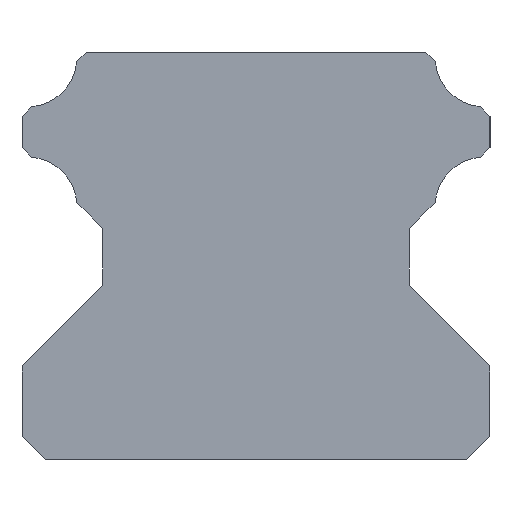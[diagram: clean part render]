
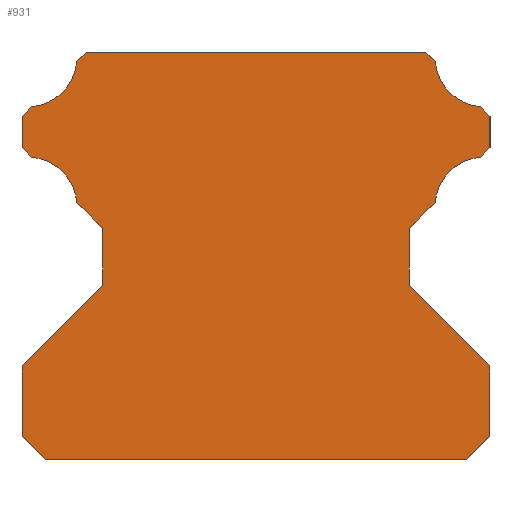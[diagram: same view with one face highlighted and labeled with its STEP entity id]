
A CAD part, left-side view. The second image highlights one B-rep face of the part: STEP entity #931.
In plain terms, the highlighted planar face has unit normal (-1, 0, 0).
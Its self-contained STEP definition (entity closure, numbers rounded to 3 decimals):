
#54=CARTESIAN_POINT('POINT7',(-20.,-7.66,
   17.001));
#55=VERTEX_POINT('VERTEX7',#54);
#62=CARTESIAN_POINT('POINT8',(-20.,-9.581,
   15.079));
#63=VERTEX_POINT('VERTEX8',#62);
#64=CARTESIAN_POINT('POS8',(-20.,-9.78,
   17.2));
#65=DIRECTION('DIR12',(1.,0.,0.));
#66=DIRECTION('DIR13',(0.,0.094,
   -0.996));
#67=AXIS2_PLACEMENT_3D('AXIS5',#64,#65,#66);
#68=CIRCLE('ELLIPSE4',#67,2.13);
#69=EDGE_CURVE('EDGE7',#63,#55,#68,.T.);
#94=CARTESIAN_POINT('POINT10',(-20.,-10.,
   14.66));
#95=VERTEX_POINT('VERTEX10',#94);
#96=CARTESIAN_POINT('POS12',(-20.,-10.,
   14.66));
#97=DIRECTION('DIR18',(0.,0.707,
   0.707));
#98=VECTOR('VEC6',#97,1.);
#99=LINE('STRAIGHT6',#96,#98);
#100=EDGE_CURVE('EDGE10',#95,#63,#99,.T.);
#125=CARTESIAN_POINT('POINT12',(-20.,-10.,
   13.33));
#126=VERTEX_POINT('VERTEX12',#125);
#127=CARTESIAN_POINT('POS16',(-20.,-10.,
   13.33));
#128=DIRECTION('DIR23',(0.,0.,1.));
#129=VECTOR('VEC9',#128,1.);
#130=LINE('STRAIGHT9',#127,#129);
#131=EDGE_CURVE('EDGE13',#126,#95,#130,.T.);
#156=CARTESIAN_POINT('POINT14',(-20.,-9.592,
   12.922));
#157=VERTEX_POINT('VERTEX14',#156);
#158=CARTESIAN_POINT('POS20',(-20.,-9.592,
   12.922));
#159=DIRECTION('DIR28',(0.,-0.707,
   0.707));
#160=VECTOR('VEC12',#159,1.);
#161=LINE('STRAIGHT12',#158,#160);
#162=EDGE_CURVE('EDGE16',#157,#126,#161,.T.);
#188=CARTESIAN_POINT('POINT16',(-20.,-7.659,
   10.988));
#189=VERTEX_POINT('VERTEX16',#188);
#190=CARTESIAN_POINT('POS24',(-20.,-9.78,
   10.8));
#191=DIRECTION('DIR34',(1.,0.,0.));
#192=DIRECTION('DIR35',(0.,0.996,
   0.088));
#193=AXIS2_PLACEMENT_3D('AXIS11',#190,#191,#192);
#194=CIRCLE('ELLIPSE6',#193,2.13);
#195=EDGE_CURVE('EDGE19',#189,#157,#194,.T.);
#220=CARTESIAN_POINT('POINT18',(-20.,-6.55,
   9.88));
#221=VERTEX_POINT('VERTEX18',#220);
#222=CARTESIAN_POINT('POS28',(-20.,-6.55,
   9.88));
#223=DIRECTION('DIR40',(0.,-0.707,
   0.707));
#224=VECTOR('VEC16',#223,1.);
#225=LINE('STRAIGHT16',#222,#224);
#226=EDGE_CURVE('EDGE22',#221,#189,#225,.T.);
#251=CARTESIAN_POINT('POINT20',(-20.,-6.55,
   7.45));
#252=VERTEX_POINT('VERTEX20',#251);
#253=CARTESIAN_POINT('POS32',(-20.,-6.55,
   7.45));
#254=DIRECTION('DIR45',(0.,0.,1.));
#255=VECTOR('VEC19',#254,1.);
#256=LINE('STRAIGHT19',#253,#255);
#257=EDGE_CURVE('EDGE25',#252,#221,#256,.T.);
#282=CARTESIAN_POINT('POINT22',(-20.,-10.,
   4.));
#283=VERTEX_POINT('VERTEX22',#282);
#284=CARTESIAN_POINT('POS36',(-20.,-10.,
   4.));
#285=DIRECTION('DIR50',(0.,0.707,
   0.707));
#286=VECTOR('VEC22',#285,1.);
#287=LINE('STRAIGHT22',#284,#286);
#288=EDGE_CURVE('EDGE28',#283,#252,#287,.T.);
#313=CARTESIAN_POINT('POINT24',(-20.,-10.,
   1.));
#314=VERTEX_POINT('VERTEX24',#313);
#315=CARTESIAN_POINT('POS40',(-20.,-10.,1.)
   );
#316=DIRECTION('DIR55',(0.,0.,1.));
#317=VECTOR('VEC25',#316,1.);
#318=LINE('STRAIGHT25',#315,#317);
#319=EDGE_CURVE('EDGE31',#314,#283,#318,.T.);
#344=CARTESIAN_POINT('POINT26',(-20.,-9.,
   0.));
#345=VERTEX_POINT('VERTEX26',#344);
#346=CARTESIAN_POINT('POS44',(-20.,-9.,
   0.));
#347=DIRECTION('DIR60',(0.,-0.707,
   0.707));
#348=VECTOR('VEC28',#347,1.);
#349=LINE('STRAIGHT28',#346,#348);
#350=EDGE_CURVE('EDGE34',#345,#314,#349,.T.);
#377=CARTESIAN_POINT('POINT29',(-20.,9.581,
   15.079));
#378=VERTEX_POINT('VERTEX29',#377);
#385=CARTESIAN_POINT('POINT30',(-20.,7.659,
   17.001));
#386=VERTEX_POINT('VERTEX30',#385);
#387=CARTESIAN_POINT('POS49',(-20.,9.78,
   17.2));
#388=DIRECTION('DIR67',(1.,0.,0.));
#389=DIRECTION('DIR68',(0.,-0.996,
   -0.094));
#390=AXIS2_PLACEMENT_3D('AXIS19',#387,#388,#389);
#391=CIRCLE('ELLIPSE8',#390,2.13);
#392=EDGE_CURVE('EDGE38',#386,#378,#391,.T.);
#416=CARTESIAN_POINT('POINT32',(-20.,10.,
   14.66));
#417=VERTEX_POINT('VERTEX32',#416);
#424=CARTESIAN_POINT('POS54',(-20.,9.581,
   15.079));
#425=DIRECTION('DIR74',(0.,0.707,
   -0.707));
#426=VECTOR('VEC34',#425,1.);
#427=LINE('STRAIGHT34',#424,#426);
#428=EDGE_CURVE('EDGE42',#378,#417,#427,.T.);
#447=CARTESIAN_POINT('POINT34',(-20.,10.,
   13.329));
#448=VERTEX_POINT('VERTEX34',#447);
#455=CARTESIAN_POINT('POS58',(-20.,10.,
   14.66));
#456=DIRECTION('DIR79',(0.,0.,-1.));
#457=VECTOR('VEC37',#456,1.);
#458=LINE('STRAIGHT37',#455,#457);
#459=EDGE_CURVE('EDGE45',#417,#448,#458,.T.);
#478=CARTESIAN_POINT('POINT36',(-20.,9.592,
   12.922));
#479=VERTEX_POINT('VERTEX36',#478);
#486=CARTESIAN_POINT('POS62',(-20.,10.,
   13.329));
#487=DIRECTION('DIR84',(0.,-0.707,
   -0.707));
#488=VECTOR('VEC40',#487,1.);
#489=LINE('STRAIGHT40',#486,#488);
#490=EDGE_CURVE('EDGE48',#448,#479,#489,.T.);
#510=CARTESIAN_POINT('POINT38',(-20.,7.658,
   10.988));
#511=VERTEX_POINT('VERTEX38',#510);
#518=CARTESIAN_POINT('POS66',(-20.,9.78,
   10.8));
#519=DIRECTION('DIR90',(1.,0.,0.));
#520=DIRECTION('DIR91',(0.,-0.088,
   0.996));
#521=AXIS2_PLACEMENT_3D('AXIS25',#518,#519,#520);
#522=CIRCLE('ELLIPSE10',#521,2.13);
#523=EDGE_CURVE('EDGE51',#479,#511,#522,.T.);
#542=CARTESIAN_POINT('POINT40',(-20.,6.55,
   9.879));
#543=VERTEX_POINT('VERTEX40',#542);
#550=CARTESIAN_POINT('POS70',(-20.,7.658,
   10.988));
#551=DIRECTION('DIR96',(0.,-0.707,
   -0.707));
#552=VECTOR('VEC44',#551,1.);
#553=LINE('STRAIGHT44',#550,#552);
#554=EDGE_CURVE('EDGE54',#511,#543,#553,.T.);
#573=CARTESIAN_POINT('POINT42',(-20.,6.55,
   7.45));
#574=VERTEX_POINT('VERTEX42',#573);
#581=CARTESIAN_POINT('POS74',(-20.,6.55,
   9.879));
#582=DIRECTION('DIR101',(0.,0.,-1.));
#583=VECTOR('VEC47',#582,1.);
#584=LINE('STRAIGHT47',#581,#583);
#585=EDGE_CURVE('EDGE57',#543,#574,#584,.T.);
#604=CARTESIAN_POINT('POINT44',(-20.,10.,
   4.));
#605=VERTEX_POINT('VERTEX44',#604);
#612=CARTESIAN_POINT('POS78',(-20.,6.55,
   7.45));
#613=DIRECTION('DIR106',(0.,0.707,
   -0.707));
#614=VECTOR('VEC50',#613,1.);
#615=LINE('STRAIGHT50',#612,#614);
#616=EDGE_CURVE('EDGE60',#574,#605,#615,.T.);
#635=CARTESIAN_POINT('POINT46',(-20.,10.,
   1.));
#636=VERTEX_POINT('VERTEX46',#635);
#643=CARTESIAN_POINT('POS82',(-20.,10.,
   4.));
#644=DIRECTION('DIR111',(0.,0.,-1.));
#645=VECTOR('VEC53',#644,1.);
#646=LINE('STRAIGHT53',#643,#645);
#647=EDGE_CURVE('EDGE63',#605,#636,#646,.T.);
#666=CARTESIAN_POINT('POINT48',(-20.,9.,
   0.));
#667=VERTEX_POINT('VERTEX48',#666);
#674=CARTESIAN_POINT('POS86',(-20.,10.,
   1.));
#675=DIRECTION('DIR116',(0.,-0.707,
   -0.707));
#676=VECTOR('VEC56',#675,1.);
#677=LINE('STRAIGHT56',#674,#676);
#678=EDGE_CURVE('EDGE66',#636,#667,#677,.T.);
#701=CARTESIAN_POINT('POS89',(-20.,9.,
   0.));
#702=DIRECTION('DIR120',(0.,-1.,0.));
#703=VECTOR('VEC58',#702,1.);
#704=LINE('STRAIGHT58',#701,#703);
#705=EDGE_CURVE('EDGE69',#667,#345,#704,.T.);
#865=CARTESIAN_POINT('POINT60',(-20.,-7.26,
   17.4));
#866=VERTEX_POINT('VERTEX60',#865);
#873=CARTESIAN_POINT('POS105',(-20.,-7.66,
   17.001));
#874=DIRECTION('DIR143',(0.,0.707,
   0.707));
#875=VECTOR('VEC67',#874,1.);
#876=LINE('STRAIGHT67',#873,#875);
#877=EDGE_CURVE('EDGE87',#55,#866,#876,.T.);
#888=ORIENTED_EDGE('COEDGE132',*,*,#705,.T.);
#889=ORIENTED_EDGE('COEDGE133',*,*,#350,.T.);
#890=ORIENTED_EDGE('COEDGE134',*,*,#319,.T.);
#891=ORIENTED_EDGE('COEDGE135',*,*,#288,.T.);
#892=ORIENTED_EDGE('COEDGE136',*,*,#257,.T.);
#893=ORIENTED_EDGE('COEDGE137',*,*,#226,.T.);
#894=ORIENTED_EDGE('COEDGE138',*,*,#195,.T.);
#895=ORIENTED_EDGE('COEDGE139',*,*,#162,.T.);
#896=ORIENTED_EDGE('COEDGE140',*,*,#131,.T.);
#897=ORIENTED_EDGE('COEDGE141',*,*,#100,.T.);
#898=ORIENTED_EDGE('COEDGE142',*,*,#69,.T.);
#899=ORIENTED_EDGE('COEDGE143',*,*,#877,.T.);
#900=CARTESIAN_POINT('POINT61',(-20.,7.26,
   17.4));
#901=VERTEX_POINT('VERTEX61',#900);
#902=CARTESIAN_POINT('POS107',(-20.,-7.26,
   17.4));
#903=DIRECTION('DIR146',(0.,1.,0.));
#904=VECTOR('VEC68',#903,1.);
#905=LINE('STRAIGHT68',#902,#904);
#906=EDGE_CURVE('EDGE88',#866,#901,#905,.T.);
#907=ORIENTED_EDGE('COEDGE144',*,*,#906,.T.);
#908=CARTESIAN_POINT('POS108',(-20.,7.26,
   17.4));
#909=DIRECTION('DIR147',(0.,0.707,
   -0.707));
#910=VECTOR('VEC69',#909,1.);
#911=LINE('STRAIGHT69',#908,#910);
#912=EDGE_CURVE('EDGE89',#901,#386,#911,.T.);
#913=ORIENTED_EDGE('COEDGE145',*,*,#912,.T.);
#914=ORIENTED_EDGE('COEDGE146',*,*,#392,.T.);
#915=ORIENTED_EDGE('COEDGE147',*,*,#428,.T.);
#916=ORIENTED_EDGE('COEDGE148',*,*,#459,.T.);
#917=ORIENTED_EDGE('COEDGE149',*,*,#490,.T.);
#918=ORIENTED_EDGE('COEDGE150',*,*,#523,.T.);
#919=ORIENTED_EDGE('COEDGE151',*,*,#554,.T.);
#920=ORIENTED_EDGE('COEDGE152',*,*,#585,.T.);
#921=ORIENTED_EDGE('COEDGE153',*,*,#616,.T.);
#922=ORIENTED_EDGE('COEDGE154',*,*,#647,.T.);
#923=ORIENTED_EDGE('COEDGE155',*,*,#678,.T.);
#924=EDGE_LOOP('NONE',(#888,#889,#890,#891,#892,#893,#894,#895,#896,#897
   ,#898,#899,#907,#913,#914,#915,#916,#917,#918,#919,#920,#921,#922,
   #923));
#925=FACE_BOUND('LOOP1',#924,.T.);
#926=CARTESIAN_POINT('POS109',(-20.,0.,
   8.496));
#927=DIRECTION('DIR148',(1.,0.,0.));
#928=DIRECTION('DIR149',(0.,1.,0.));
#929=AXIS2_PLACEMENT_3D('AXIS40',#926,#927,#928);
#930=PLANE('PLANE21',#929);
#931=ADVANCED_FACE('FACE29',(#925),#930,.F.);
